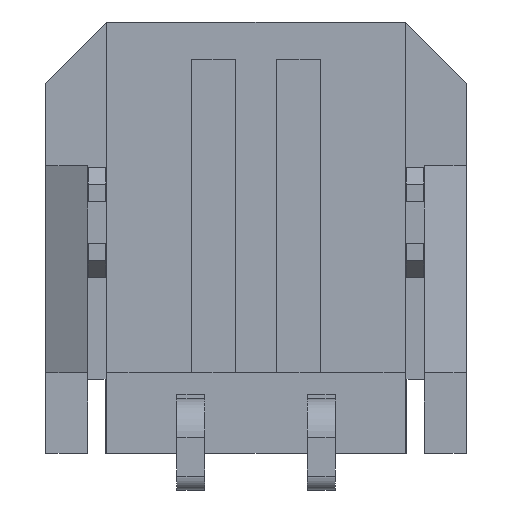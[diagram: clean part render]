
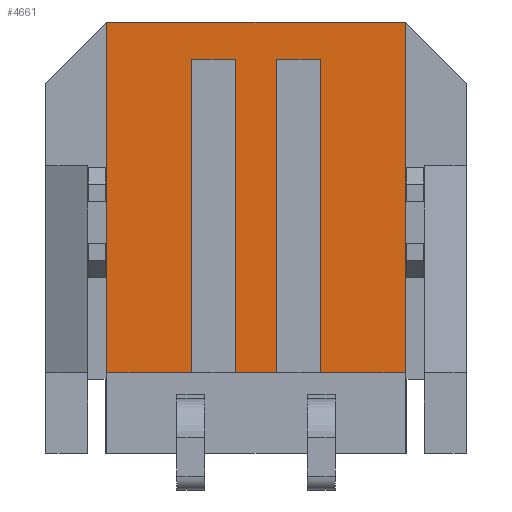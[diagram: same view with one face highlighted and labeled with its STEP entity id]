
A CAD part, front view. The second image highlights one B-rep face of the part: STEP entity #4661.
In plain terms, the highlighted planar face has unit normal (0, -1, 0).
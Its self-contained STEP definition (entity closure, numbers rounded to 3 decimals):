
#1243=DIRECTION('',(0.,0.,-1.));
#1244=VECTOR('',#1243,8.05);
#1245=CARTESIAN_POINT('',(-3.425,-1.93,4.95));
#1246=LINE('',#1245,#1244);
#1247=DIRECTION('',(1.,0.,0.));
#1248=VECTOR('',#1247,6.85);
#1249=CARTESIAN_POINT('',(-3.425,-1.93,4.95));
#1250=LINE('',#1249,#1248);
#1251=DIRECTION('',(0.,0.,-1.));
#1252=VECTOR('',#1251,8.05);
#1253=CARTESIAN_POINT('',(3.425,-1.93,4.95));
#1254=LINE('',#1253,#1252);
#1255=DIRECTION('',(-1.,0.,0.));
#1256=VECTOR('',#1255,1.95);
#1257=CARTESIAN_POINT('',(3.425,-1.93,-3.1));
#1258=LINE('',#1257,#1256);
#1259=DIRECTION('',(0.,0.,1.));
#1260=VECTOR('',#1259,7.2);
#1261=CARTESIAN_POINT('',(1.475,-1.93,-3.1));
#1262=LINE('',#1261,#1260);
#1263=DIRECTION('',(-1.,0.,0.));
#1264=VECTOR('',#1263,1.);
#1265=CARTESIAN_POINT('',(1.475,-1.93,4.1));
#1266=LINE('',#1265,#1264);
#1267=DIRECTION('',(0.,0.,1.));
#1268=VECTOR('',#1267,7.2);
#1269=CARTESIAN_POINT('',(0.475,-1.93,-3.1));
#1270=LINE('',#1269,#1268);
#1271=DIRECTION('',(-1.,0.,0.));
#1272=VECTOR('',#1271,0.95);
#1273=CARTESIAN_POINT('',(0.475,-1.93,-3.1));
#1274=LINE('',#1273,#1272);
#1275=DIRECTION('',(0.,0.,1.));
#1276=VECTOR('',#1275,7.2);
#1277=CARTESIAN_POINT('',(-0.475,-1.93,-3.1));
#1278=LINE('',#1277,#1276);
#1279=DIRECTION('',(-1.,0.,0.));
#1280=VECTOR('',#1279,1.);
#1281=CARTESIAN_POINT('',(-0.475,-1.93,4.1));
#1282=LINE('',#1281,#1280);
#1283=DIRECTION('',(0.,0.,1.));
#1284=VECTOR('',#1283,7.2);
#1285=CARTESIAN_POINT('',(-1.475,-1.93,-3.1));
#1286=LINE('',#1285,#1284);
#1287=DIRECTION('',(-1.,0.,0.));
#1288=VECTOR('',#1287,1.95);
#1289=CARTESIAN_POINT('',(-1.475,-1.93,-3.1));
#1290=LINE('',#1289,#1288);
#2407=CARTESIAN_POINT('',(0.475,-1.93,-3.1));
#2408=CARTESIAN_POINT('',(0.475,-1.93,4.1));
#2409=VERTEX_POINT('',#2407);
#2410=VERTEX_POINT('',#2408);
#2411=CARTESIAN_POINT('',(1.475,-1.93,-3.1));
#2412=CARTESIAN_POINT('',(1.475,-1.93,4.1));
#2413=VERTEX_POINT('',#2411);
#2414=VERTEX_POINT('',#2412);
#2641=CARTESIAN_POINT('',(-0.475,-1.93,-3.1));
#2642=VERTEX_POINT('',#2641);
#2643=CARTESIAN_POINT('',(-3.425,-1.93,4.95));
#2644=CARTESIAN_POINT('',(-3.425,-1.93,-3.1));
#2645=VERTEX_POINT('',#2643);
#2646=VERTEX_POINT('',#2644);
#2647=CARTESIAN_POINT('',(3.425,-1.93,4.95));
#2648=CARTESIAN_POINT('',(3.425,-1.93,-3.1));
#2649=VERTEX_POINT('',#2647);
#2650=VERTEX_POINT('',#2648);
#2831=CARTESIAN_POINT('',(-0.475,-1.93,4.1));
#2832=CARTESIAN_POINT('',(-1.475,-1.93,4.1));
#2833=VERTEX_POINT('',#2831);
#2834=VERTEX_POINT('',#2832);
#2835=CARTESIAN_POINT('',(-1.475,-1.93,-3.1));
#2836=VERTEX_POINT('',#2835);
#4635=CARTESIAN_POINT('',(-4.825,-1.93,4.95));
#4636=DIRECTION('',(0.,-1.,0.));
#4637=DIRECTION('',(0.,0.,-1.));
#4638=AXIS2_PLACEMENT_3D('',#4635,#4636,#4637);
#4639=PLANE('',#4638);
#4640=ORIENTED_EDGE('',*,*,#4624,.F.);
#4641=ORIENTED_EDGE('',*,*,#4091,.T.);
#4643=ORIENTED_EDGE('',*,*,#4642,.T.);
#4644=ORIENTED_EDGE('',*,*,#4612,.T.);
#4646=ORIENTED_EDGE('',*,*,#4645,.T.);
#4648=ORIENTED_EDGE('',*,*,#4647,.T.);
#4650=ORIENTED_EDGE('',*,*,#4649,.F.);
#4651=ORIENTED_EDGE('',*,*,#4604,.T.);
#4653=ORIENTED_EDGE('',*,*,#4652,.T.);
#4655=ORIENTED_EDGE('',*,*,#4654,.T.);
#4657=ORIENTED_EDGE('',*,*,#4656,.F.);
#4658=ORIENTED_EDGE('',*,*,#4596,.T.);
#4659=EDGE_LOOP('',(#4640,#4641,#4643,#4644,#4646,#4648,#4650,#4651,#4653,#4655,
#4657,#4658));
#4660=FACE_OUTER_BOUND('',#4659,.F.);
#4661=ADVANCED_FACE('',(#4660),#4639,.T.);
#4091=EDGE_CURVE('',#2645,#2649,#1250,.T.);
#4596=EDGE_CURVE('',#2836,#2646,#1290,.T.);
#4604=EDGE_CURVE('',#2409,#2642,#1274,.T.);
#4612=EDGE_CURVE('',#2650,#2413,#1258,.T.);
#4624=EDGE_CURVE('',#2645,#2646,#1246,.T.);
#4642=EDGE_CURVE('',#2649,#2650,#1254,.T.);
#4645=EDGE_CURVE('',#2413,#2414,#1262,.T.);
#4647=EDGE_CURVE('',#2414,#2410,#1266,.T.);
#4649=EDGE_CURVE('',#2409,#2410,#1270,.T.);
#4652=EDGE_CURVE('',#2642,#2833,#1278,.T.);
#4654=EDGE_CURVE('',#2833,#2834,#1282,.T.);
#4656=EDGE_CURVE('',#2836,#2834,#1286,.T.);
